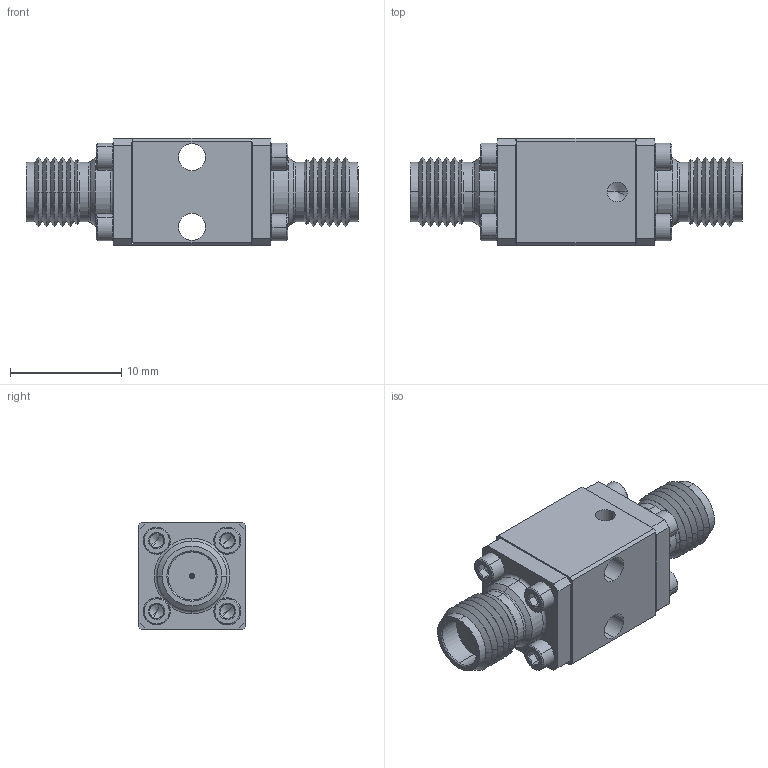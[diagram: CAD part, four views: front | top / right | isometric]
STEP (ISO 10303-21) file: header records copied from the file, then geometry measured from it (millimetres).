
FILE_DESCRIPTION (( 'STEP AP203' ), '1' );
FILE_NAME ('310-30X F-F ATTENUATOR ASM (SMA).STEP', '2024-03-13T17:42:55', ( '' ), ( '' ), 'SwSTEP 2.0', 'SolidWorks 2018', '' );
FILE_SCHEMA (( 'CONFIG_CONTROL_DESIGN' ));
Length unit declared in the file: inch
Products named in the file (9): SLEEVE^SMA_ASM; 310-302 ATTENUATOR COVER; SHCS #0-80x.125 (MMC 93465A050); 310-30X F-F ATTENUATOR ASM (SMA); SMA_ASM; 310-301 ATTENUATOR BODY_Defeatured; SMA (SOUTHWEST); SCHCS #0-80X.125 (MMC 92210A010); PIN_.150 Cut
Assembly tree (17 placements, depth 3):
  310-30X F-F ATTENUATOR ASM (SMA)
    310-301 ATTENUATOR BODY_Defeatured
    310-302 ATTENUATOR COVER
    SCHCS #0-80X.125 (MMC 92210A010)  x2
    SHCS #0-80x.125 (MMC 93465A050)  x8
    SMA_ASM  x2
      SMA (SOUTHWEST)
      PIN_.150 Cut
      SLEEVE^SMA_ASM
Bounding box: 29.82 x 9.65 x 9.65 mm (x, y, z)
Volume: 1577.8 mm3; surface area: 2385.9 mm2
Topology: 18 solids, 18 shells, 596 faces, 1272 edges, 713 vertices
Faces by surface type: cone 224, plane 214, cylinder 126, torus 32
Entity records: 7901 total; most frequent: DIRECTION 1262, CARTESIAN_POINT 1218, ORIENTED_EDGE 1048, EDGE_CURVE 524, AXIS2_PLACEMENT_3D 494, VERTEX_POINT 318, EDGE_LOOP 274, VECTOR 274
